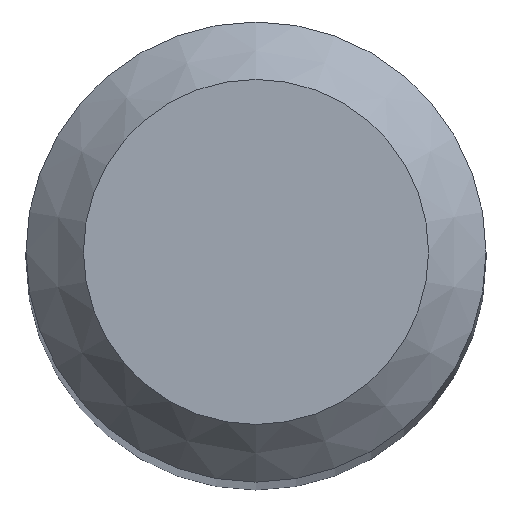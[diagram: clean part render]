
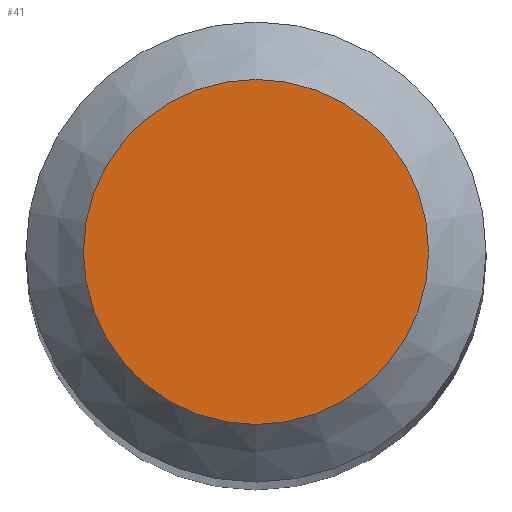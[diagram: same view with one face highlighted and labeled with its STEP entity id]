
A CAD part, top view. The second image highlights one B-rep face of the part: STEP entity #41.
In plain terms, the highlighted planar face has unit normal (0, 0, 1).
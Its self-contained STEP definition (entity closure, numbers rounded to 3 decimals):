
#25 = VERTEX_POINT ( 'NONE', #164 ) ;
#41 = ADVANCED_FACE ( 'NONE', ( #180 ), #77, .F. ) ;
#61 = CIRCLE ( 'NONE', #201, 1.5 ) ;
#76 = ORIENTED_EDGE ( 'NONE', *, *, #126, .F. ) ;
#77 = PLANE ( 'NONE',  #261 ) ;
#98 = CARTESIAN_POINT ( 'NONE',  ( 0., 0., 66. ) ) ;
#103 = DIRECTION ( 'NONE',  ( 0., 0., -1. ) ) ;
#122 = DIRECTION ( 'NONE',  ( 0., 0., -1. ) ) ;
#126 = EDGE_CURVE ( 'NONE', #25, #25, #61, .T. ) ;
#157 = DIRECTION ( 'NONE',  ( 0., 1., 0. ) ) ;
#164 = CARTESIAN_POINT ( 'NONE',  ( 0., 1.5, 66. ) ) ;
#180 = FACE_OUTER_BOUND ( 'NONE', #194, .T. ) ;
#194 = EDGE_LOOP ( 'NONE', ( #76 ) ) ;
#201 = AXIS2_PLACEMENT_3D ( 'NONE', #98, #122, #157 ) ;
#225 = DIRECTION ( 'NONE',  ( 0., 1., 0. ) ) ;
#243 = CARTESIAN_POINT ( 'NONE',  ( 0., 0., 66. ) ) ;
#261 = AXIS2_PLACEMENT_3D ( 'NONE', #243, #103, #225 ) ;
